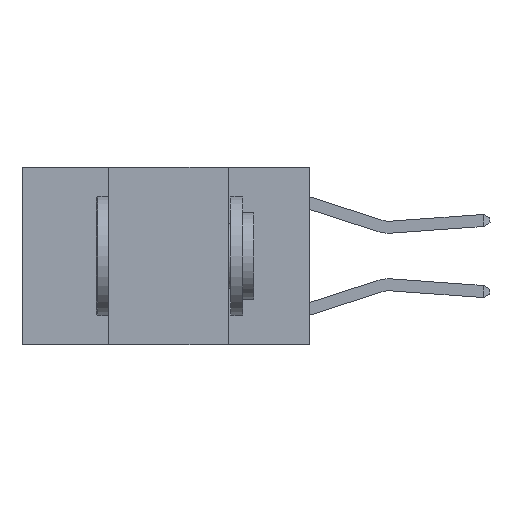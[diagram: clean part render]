
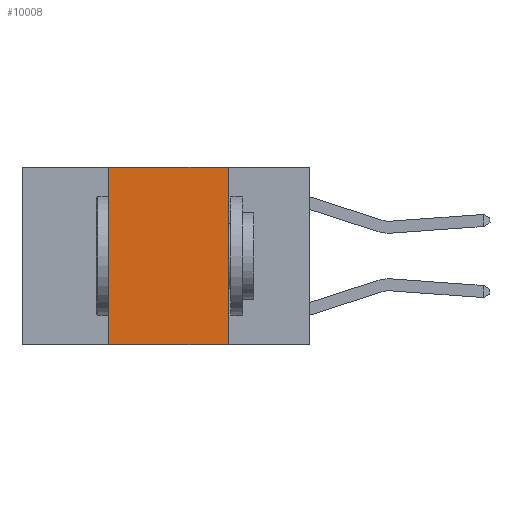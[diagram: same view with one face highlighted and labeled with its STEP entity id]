
A CAD part, left-side view. The second image highlights one B-rep face of the part: STEP entity #10008.
In plain terms, the highlighted planar face has unit normal (-1, 0, 0).
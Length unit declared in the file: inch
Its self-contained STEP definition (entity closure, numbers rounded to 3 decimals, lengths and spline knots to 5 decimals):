
#319 = CARTESIAN_POINT ( 'NONE',  ( 0., 0.17, 0. ) ) ;
#968 = ORIENTED_EDGE ( 'NONE', *, *, #16478, .F. ) ;
#1191 = PLANE ( 'NONE',  #24774 ) ;
#2193 = DIRECTION ( 'NONE',  ( 0., -1., 0. ) ) ;
#5462 = DIRECTION ( 'NONE',  ( 0., 0., 1. ) ) ;
#5745 = VERTEX_POINT ( 'NONE', #21269 ) ;
#5782 = DIRECTION ( 'NONE',  ( 1., 0., 0. ) ) ;
#6489 = VERTEX_POINT ( 'NONE', #13612 ) ;
#6741 = VECTOR ( 'NONE', #11643, 39.37008 ) ;
#7220 = DIRECTION ( 'NONE',  ( 0., 0., -1. ) ) ;
#7503 = VERTEX_POINT ( 'NONE', #25879 ) ;
#8646 = VECTOR ( 'NONE', #2193, 39.37008 ) ;
#10008 = ADVANCED_FACE ( 'NONE', ( #12929 ), #1191, .F. ) ;
#10025 = LINE ( 'NONE', #16847, #13954 ) ;
#10374 = VERTEX_POINT ( 'NONE', #13855 ) ;
#10807 = VECTOR ( 'NONE', #7220, 39.37008 ) ;
#11519 = LINE ( 'NONE', #319, #10807 ) ;
#11562 = ORIENTED_EDGE ( 'NONE', *, *, #14940, .F. ) ;
#11643 = DIRECTION ( 'NONE',  ( 0., -1., 0. ) ) ;
#12732 = ORIENTED_EDGE ( 'NONE', *, *, #20998, .T. ) ;
#12929 = FACE_OUTER_BOUND ( 'NONE', #22410, .T. ) ;
#13612 = CARTESIAN_POINT ( 'NONE',  ( 0., 0.42, 0. ) ) ;
#13855 = CARTESIAN_POINT ( 'NONE',  ( 0., 0.17, 0. ) ) ;
#13954 = VECTOR ( 'NONE', #5462, 39.37008 ) ;
#14940 = EDGE_CURVE ( 'NONE', #10374, #7503, #11519, .T. ) ;
#15503 = EDGE_CURVE ( 'NONE', #6489, #10374, #26691, .T. ) ;
#16478 = EDGE_CURVE ( 'NONE', #5745, #6489, #10025, .T. ) ;
#16770 = ORIENTED_EDGE ( 'NONE', *, *, #15503, .F. ) ;
#16847 = CARTESIAN_POINT ( 'NONE',  ( 0., 0.42, 0. ) ) ;
#20998 = EDGE_CURVE ( 'NONE', #5745, #7503, #24092, .T. ) ;
#21269 = CARTESIAN_POINT ( 'NONE',  ( 0., 0.42, -0.37 ) ) ;
#21586 = CARTESIAN_POINT ( 'NONE',  ( 0., 0.6, 0. ) ) ;
#21677 = DIRECTION ( 'NONE',  ( 0., 0., -1. ) ) ;
#22410 = EDGE_LOOP ( 'NONE', ( #11562, #16770, #968, #12732 ) ) ;
#24092 = LINE ( 'NONE', #25190, #6741 ) ;
#24774 = AXIS2_PLACEMENT_3D ( 'NONE', #21586, #5782, #21677 ) ;
#25190 = CARTESIAN_POINT ( 'NONE',  ( 0., 0.6, -0.37 ) ) ;
#25879 = CARTESIAN_POINT ( 'NONE',  ( 0., 0.17, -0.37 ) ) ;
#26691 = LINE ( 'NONE', #29307, #8646 ) ;
#29307 = CARTESIAN_POINT ( 'NONE',  ( 0., 0.6, 0. ) ) ;
